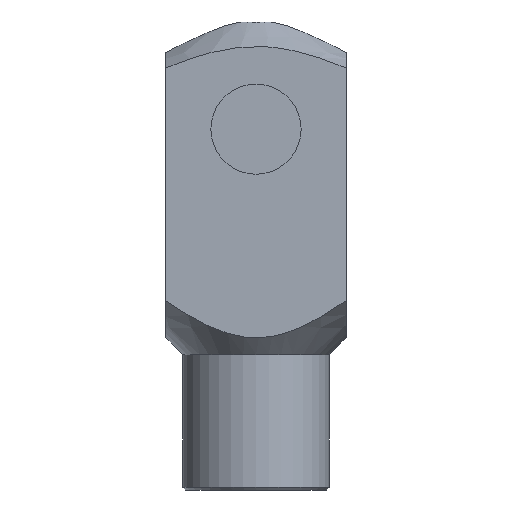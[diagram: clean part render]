
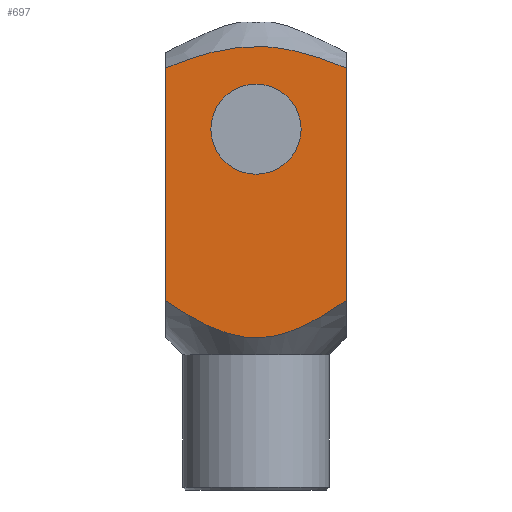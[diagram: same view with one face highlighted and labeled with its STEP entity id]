
A CAD part, left-side view. The second image highlights one B-rep face of the part: STEP entity #697.
In plain terms, the highlighted planar face has unit normal (-1, 0, 0).
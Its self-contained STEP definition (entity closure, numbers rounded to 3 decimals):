
#309=CARTESIAN_POINT('',(-16.,8.0,64.0));
#310=VERTEX_POINT('',#309);
#311=CARTESIAN_POINT('',(-16.,0.0,64.0));
#312=DIRECTION('',(1.0,0.0,0.0));
#313=DIRECTION('',(0.0,-1.0,0.0));
#314=AXIS2_PLACEMENT_3D('',#311,#312,#313);
#315=CIRCLE('',#314,8.0);
#316=EDGE_CURVE('',#310,#310,#315,.T.);
#372=CARTESIAN_POINT('',(-16.0,16.0,33.627));
#373=VERTEX_POINT('',#372);
#374=CARTESIAN_POINT('',(-16.,-16.,33.627));
#375=VERTEX_POINT('',#374);
#376=CARTESIAN_POINT('',(-16.0,16.0,33.627));
#377=CARTESIAN_POINT('',(-16.,0.,22.314));
#378=CARTESIAN_POINT('',(-16.,-16.,33.627));
#386=(BOUNDED_CURVE()B_SPLINE_CURVE(2,(#376,#377,#378),.UNSPECIFIED.,.F.,.U.)B_SPLINE_CURVE_WITH_KNOTS((3,3),(0.994,5.705),.UNSPECIFIED.)CURVE()GEOMETRIC_REPRESENTATION_ITEM()RATIONAL_B_SPLINE_CURVE((1.269,1.794,1.269))REPRESENTATION_ITEM(''));
#387=EDGE_CURVE('',#373,#375,#386,.T.);
#485=CARTESIAN_POINT('',(-16.,16.0,74.844));
#486=VERTEX_POINT('',#485);
#487=CARTESIAN_POINT('',(-16.0,16.0,33.627));
#488=DIRECTION('',(0.0,0.0,1.0));
#489=VECTOR('',#488,41.216);
#490=LINE('',#487,#489);
#491=EDGE_CURVE('',#373,#486,#490,.T.);
#585=CARTESIAN_POINT('',(-16.,-16.,74.844));
#586=VERTEX_POINT('',#585);
#587=CARTESIAN_POINT('',(-16.,-16.,74.844));
#588=CARTESIAN_POINT('',(-16.0,0.,81.376));
#589=CARTESIAN_POINT('',(-16.,16.0,74.844));
#597=(BOUNDED_CURVE()B_SPLINE_CURVE(2,(#587,#588,#589),.UNSPECIFIED.,.F.,.U.)B_SPLINE_CURVE_WITH_KNOTS((3,3),(2.772,9.505),.UNSPECIFIED.)CURVE()GEOMETRIC_REPRESENTATION_ITEM()RATIONAL_B_SPLINE_CURVE((1.929,2.728,1.929))REPRESENTATION_ITEM(''));
#598=EDGE_CURVE('',#586,#486,#597,.T.);
#678=CARTESIAN_POINT('',(-16.,-16.,24.));
#679=DIRECTION('',(-1.0,0.0,0.0));
#680=DIRECTION('',(0.0,0.0,1.0));
#681=AXIS2_PLACEMENT_3D('',#678,#679,#680);
#682=PLANE('',#681);
#683=ORIENTED_EDGE('',*,*,#387,.T.);
#684=CARTESIAN_POINT('',(-16.,-16.,33.627));
#685=DIRECTION('',(0.0,0.0,1.0));
#686=VECTOR('',#685,41.216);
#687=LINE('',#684,#686);
#688=EDGE_CURVE('',#375,#586,#687,.T.);
#689=ORIENTED_EDGE('',*,*,#688,.T.);
#690=ORIENTED_EDGE('',*,*,#598,.T.);
#691=ORIENTED_EDGE('',*,*,#491,.F.);
#692=EDGE_LOOP('',(#683,#689,#690,#691));
#693=FACE_OUTER_BOUND('',#692,.T.);
#694=ORIENTED_EDGE('',*,*,#316,.T.);
#695=EDGE_LOOP('',(#694));
#696=FACE_BOUND('',#695,.T.);
#697=ADVANCED_FACE('',(#693,#696),#682,.T.);
